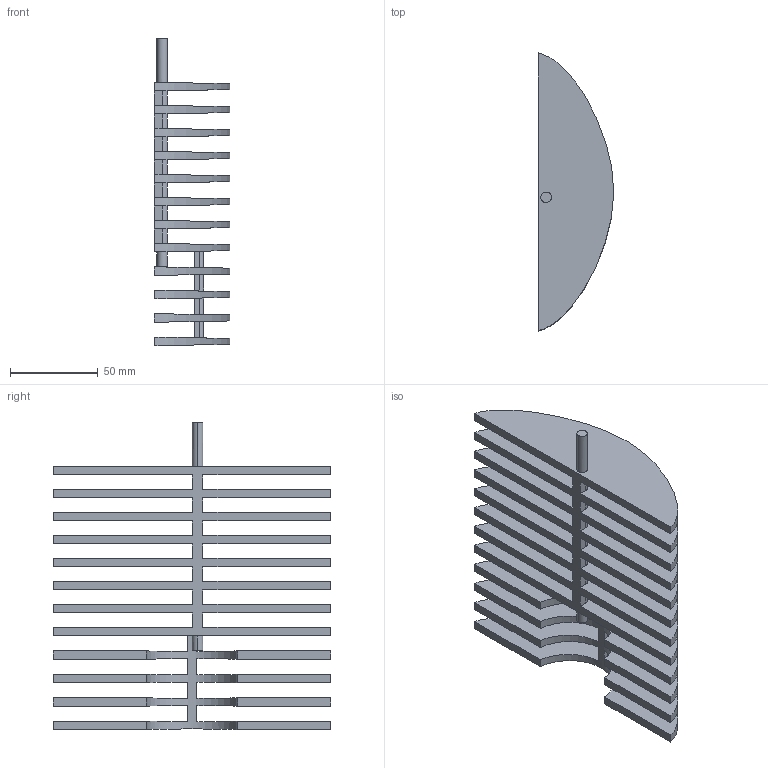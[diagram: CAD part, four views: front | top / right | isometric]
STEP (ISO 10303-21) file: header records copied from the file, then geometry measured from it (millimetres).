
FILE_DESCRIPTION (( 'STEP AP203' ), '1' );
FILE_NAME ('chamber2_0.STEP', '2023-06-12T05:02:36', ( '' ), ( '' ), 'SwSTEP 2.0', 'SolidWorks 2022', '' );
FILE_SCHEMA (( 'CONFIG_CONTROL_DESIGN' ));
Length unit declared in the file: millimetre
Products named in the file (2): Right chamber; chamber2_0
Assembly tree (1 placements, depth 2):
  chamber2_0
    Right chamber
Bounding box: 43 x 158.03 x 174.95 mm (x, y, z)
Volume: 239223.6 mm3; surface area: 130620.8 mm2
Topology: 1 solids, 1 shells, 97 faces, 276 edges, 184 vertices
Faces by surface type: plane 57, bspline 24, cylinder 16
Entity records: 5930 total; most frequent: CARTESIAN_POINT 3495, ORIENTED_EDGE 552, DIRECTION 344, EDGE_CURVE 276, VERTEX_POINT 184, LINE 182, VECTOR 182, EDGE_LOOP 100
